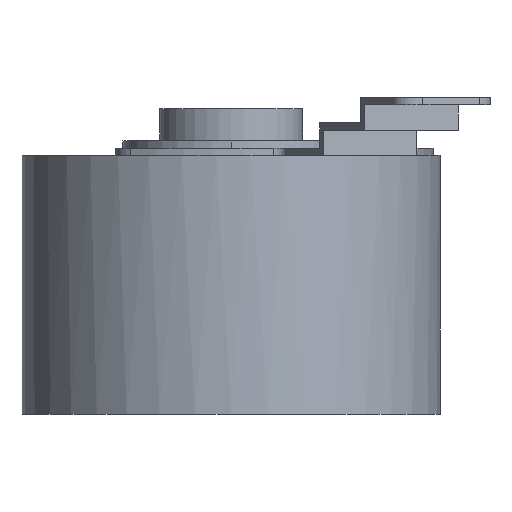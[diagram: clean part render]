
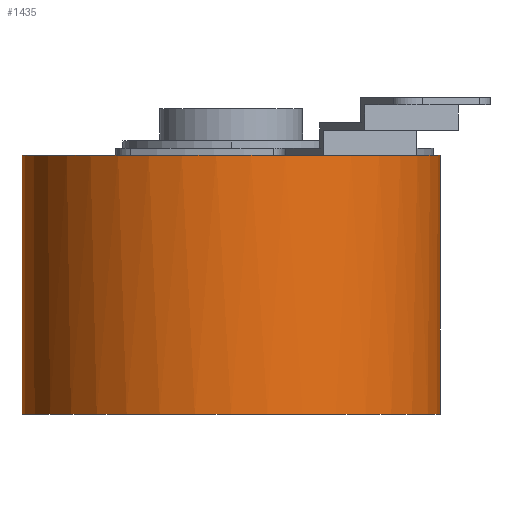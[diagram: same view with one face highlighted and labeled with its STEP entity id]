
A CAD part, front view. The second image highlights one B-rep face of the part: STEP entity #1435.
In plain terms, the highlighted cylindrical face has radius 29 mm (diameter 58 mm), a partial arc.
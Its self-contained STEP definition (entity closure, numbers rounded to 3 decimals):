
#13=CARTESIAN_POINT('',(0.,0.,-17.95));
#14=DIRECTION('',(0.,0.,1.));
#15=DIRECTION('',(-1.,0.,0.));
#16=AXIS2_PLACEMENT_3D('',#13,#14,#15);
#21=DIRECTION('',(0.,0.,1.));
#22=VECTOR('',#21,35.9);
#23=CARTESIAN_POINT('',(29.,0.,-17.95));
#24=LINE('',#23,#22);
#76=CARTESIAN_POINT('',(0.,0.,17.95));
#77=DIRECTION('',(0.,0.,1.));
#78=DIRECTION('',(0.259,-0.966,0.));
#79=AXIS2_PLACEMENT_3D('',#76,#77,#78);
#84=DIRECTION('',(0.,0.,1.));
#85=VECTOR('',#84,35.9);
#86=CARTESIAN_POINT('',(-29.,0.,-17.95));
#87=LINE('',#86,#85);
#422=CARTESIAN_POINT('',(0.,0.,17.95));
#423=DIRECTION('',(0.,0.,1.));
#424=DIRECTION('',(-1.,0.,0.));
#425=AXIS2_PLACEMENT_3D('',#422,#423,#424);
#438=CARTESIAN_POINT('',(0.,0.,17.95));
#439=DIRECTION('',(0.,0.,1.));
#440=DIRECTION('',(0.707,-0.707,0.));
#441=AXIS2_PLACEMENT_3D('',#438,#439,#440);
#1155=CARTESIAN_POINT('',(29.,0.,-17.95));
#1156=CARTESIAN_POINT('',(-29.,0.,-17.95));
#1157=VERTEX_POINT('',#1155);
#1158=VERTEX_POINT('',#1156);
#1159=CARTESIAN_POINT('',(29.,0.,17.95));
#1160=CARTESIAN_POINT('',(-29.,0.,17.95));
#1161=VERTEX_POINT('',#1159);
#1162=VERTEX_POINT('',#1160);
#1278=CARTESIAN_POINT('',(7.504,-28.012,17.95));
#1279=VERTEX_POINT('',#1278);
#1288=CARTESIAN_POINT('',(20.507,-20.505,17.95));
#1289=VERTEX_POINT('',#1288);
#1419=CARTESIAN_POINT('',(0.,0.,-17.95));
#1420=DIRECTION('',(0.,0.,1.));
#1421=DIRECTION('',(1.,0.,0.));
#1422=AXIS2_PLACEMENT_3D('',#1419,#1420,#1421);
#1423=CYLINDRICAL_SURFACE('',#1422,29.);
#1425=ORIENTED_EDGE('',*,*,#1424,.T.);
#1427=ORIENTED_EDGE('',*,*,#1426,.T.);
#1428=ORIENTED_EDGE('',*,*,#1384,.F.);
#1429=ORIENTED_EDGE('',*,*,#1361,.F.);
#1430=ORIENTED_EDGE('',*,*,#1388,.T.);
#1432=ORIENTED_EDGE('',*,*,#1431,.T.);
#1433=EDGE_LOOP('',(#1425,#1427,#1428,#1429,#1430,#1432));
#1434=FACE_OUTER_BOUND('',#1433,.F.);
#17=CIRCLE('',#16,29.);
#80=CIRCLE('',#79,29.);
#426=CIRCLE('',#425,29.);
#442=CIRCLE('',#441,29.);
#1361=EDGE_CURVE('',#1158,#1157,#17,.T.);
#1384=EDGE_CURVE('',#1157,#1161,#24,.T.);
#1388=EDGE_CURVE('',#1158,#1162,#87,.T.);
#1424=EDGE_CURVE('',#1279,#1289,#80,.T.);
#1426=EDGE_CURVE('',#1289,#1161,#442,.T.);
#1431=EDGE_CURVE('',#1162,#1279,#426,.T.);
#1435=ADVANCED_FACE('',(#1434),#1423,.T.);
